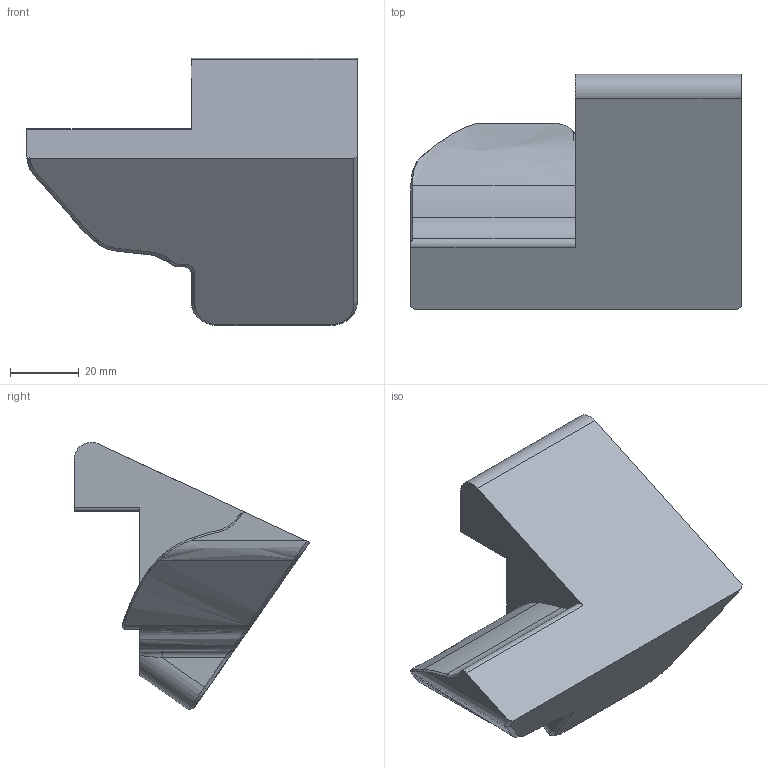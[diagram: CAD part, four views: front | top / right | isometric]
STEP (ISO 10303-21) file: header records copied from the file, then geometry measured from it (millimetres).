
FILE_DESCRIPTION(/* description */ (''),/* implementation_level */ '2;1');
FILE_NAME(/* name */ 'stand.step',/* time_stamp */ '2023-12-27T21:20:39-05:00',/* author */ (''),/* organization */ (''),/* preprocessor_version */ 'ST-DEVELOPER v20',/* originating_system */ 'Autodesk Translation Framework v12.14.0.127',/* authorisation */ '');
FILE_SCHEMA (('AUTOMOTIVE_DESIGN { 1 0 10303 214 3 1 1 }'));
Length unit declared in the file: millimetre
Products named in the file (3): Tadpole Case V3; Case; Stand
Assembly tree (2 placements, depth 2):
  Tadpole Case V3
    Case
    Stand
Bounding box: 96.46 x 68.78 x 78.02 mm (x, y, z)
Volume: 162125.9 mm3; surface area: 21942.6 mm2
Topology: 1 solids, 1 shells, 83 faces, 221 edges, 141 vertices
Faces by surface type: bspline 42, plane 20, cylinder 14, cone 6, torus 1
Full cylindrical faces by diameter (mm): 6 x1
Entity records: 4117 total; most frequent: CARTESIAN_POINT 2264, ORIENTED_EDGE 442, DIRECTION 241, EDGE_CURVE 221, VERTEX_POINT 141, B_SPLINE_CURVE_WITH_KNOTS 106, EDGE_LOOP 84, AXIS2_PLACEMENT_3D 84
